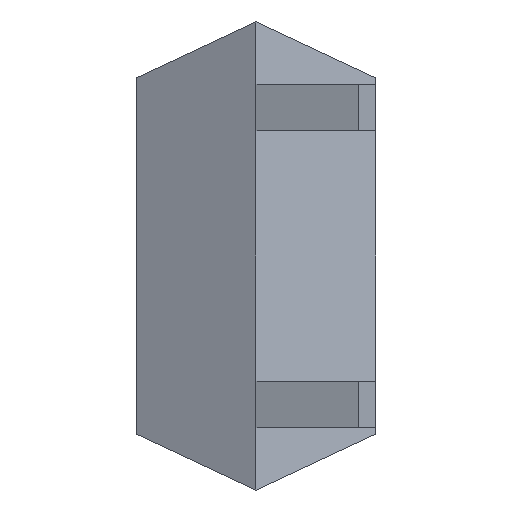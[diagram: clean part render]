
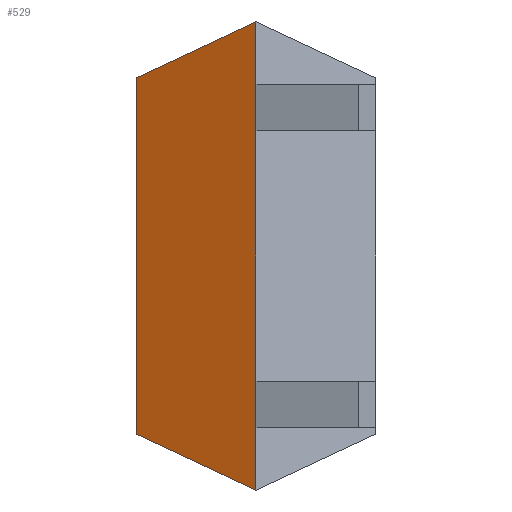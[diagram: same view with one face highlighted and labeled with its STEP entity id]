
A CAD part, left-side view. The second image highlights one B-rep face of the part: STEP entity #529.
In plain terms, the highlighted planar face has unit normal (-0.906, 0.423, 0).
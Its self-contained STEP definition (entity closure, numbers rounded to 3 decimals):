
#103 = EDGE_CURVE('',#104,#106,#108,.T.);
#104 = VERTEX_POINT('',#105);
#105 = CARTESIAN_POINT('',(-2.2,1.,1.47));
#106 = VERTEX_POINT('',#107);
#107 = CARTESIAN_POINT('',(-2.2,1.,2.));
#108 = LINE('',#109,#110);
#109 = CARTESIAN_POINT('',(-2.2,1.,-2.));
#110 = VECTOR('',#111,1.);
#111 = DIRECTION('',(0.,0.,1.));
#130 = VERTEX_POINT('',#131);
#131 = CARTESIAN_POINT('',(-2.2,1.,1.07));
#137 = EDGE_CURVE('',#130,#138,#140,.T.);
#138 = VERTEX_POINT('',#139);
#139 = CARTESIAN_POINT('',(-2.2,1.,-1.07));
#140 = LINE('',#141,#142);
#141 = CARTESIAN_POINT('',(-2.2,1.,-2.));
#142 = VECTOR('',#143,1.);
#143 = DIRECTION('',(0.,0.,-1.));
#162 = VERTEX_POINT('',#163);
#163 = CARTESIAN_POINT('',(-2.2,1.,-1.47));
#169 = EDGE_CURVE('',#170,#162,#172,.T.);
#170 = VERTEX_POINT('',#171);
#171 = CARTESIAN_POINT('',(-2.2,1.,-2.));
#172 = LINE('',#173,#174);
#173 = CARTESIAN_POINT('',(-2.2,1.,-2.));
#174 = VECTOR('',#175,1.);
#175 = DIRECTION('',(0.,0.,1.));
#529 = ADVANCED_FACE('',(#530),#569,.T.);
#530 = FACE_BOUND('',#531,.T.);
#531 = EDGE_LOOP('',(#532,#542,#548,#549,#555,#556,#562,#563));
#532 = ORIENTED_EDGE('',*,*,#533,.T.);
#533 = EDGE_CURVE('',#534,#536,#538,.T.);
#534 = VERTEX_POINT('',#535);
#535 = CARTESIAN_POINT('',(-1.722,2.025,1.522));
#536 = VERTEX_POINT('',#537);
#537 = CARTESIAN_POINT('',(-1.722,2.025,-1.522));
#538 = LINE('',#539,#540);
#539 = CARTESIAN_POINT('',(-1.722,2.025,-2.));
#540 = VECTOR('',#541,1.);
#541 = DIRECTION('',(0.,0.,-1.));
#542 = ORIENTED_EDGE('',*,*,#543,.T.);
#543 = EDGE_CURVE('',#536,#170,#544,.T.);
#544 = LINE('',#545,#546);
#545 = CARTESIAN_POINT('',(-1.722,2.025,-1.522));
#546 = VECTOR('',#547,1.);
#547 = DIRECTION('',(-0.389,-0.835,-0.389));
#548 = ORIENTED_EDGE('',*,*,#169,.T.);
#549 = ORIENTED_EDGE('',*,*,#550,.T.);
#550 = EDGE_CURVE('',#162,#138,#551,.T.);
#551 = LINE('',#552,#553);
#552 = CARTESIAN_POINT('',(-2.2,1.,-2.));
#553 = VECTOR('',#554,1.);
#554 = DIRECTION('',(0.,0.,1.));
#555 = ORIENTED_EDGE('',*,*,#137,.F.);
#556 = ORIENTED_EDGE('',*,*,#557,.T.);
#557 = EDGE_CURVE('',#130,#104,#558,.T.);
#558 = LINE('',#559,#560);
#559 = CARTESIAN_POINT('',(-2.2,1.,-2.));
#560 = VECTOR('',#561,1.);
#561 = DIRECTION('',(0.,0.,1.));
#562 = ORIENTED_EDGE('',*,*,#103,.T.);
#563 = ORIENTED_EDGE('',*,*,#564,.T.);
#564 = EDGE_CURVE('',#106,#534,#565,.T.);
#565 = LINE('',#566,#567);
#566 = CARTESIAN_POINT('',(-2.2,1.,2.));
#567 = VECTOR('',#568,1.);
#568 = DIRECTION('',(0.389,0.835,-0.389));
#569 = PLANE('',#570);
#570 = AXIS2_PLACEMENT_3D('',#571,#572,#573);
#571 = CARTESIAN_POINT('',(-2.2,1.,-2.));
#572 = DIRECTION('',(-0.906,0.423,0.)
  );
#573 = DIRECTION('',(-0.423,-0.906,0.)
  );
